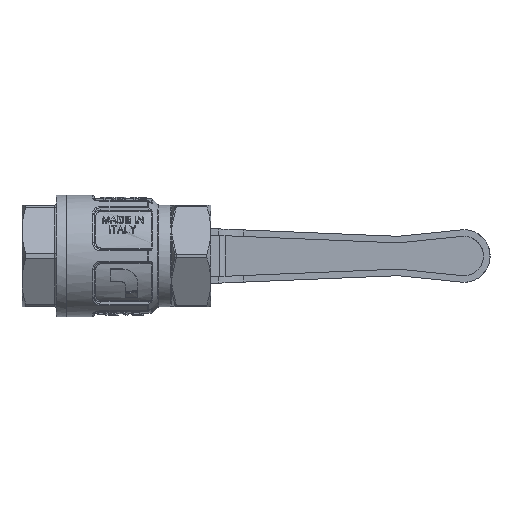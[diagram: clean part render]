
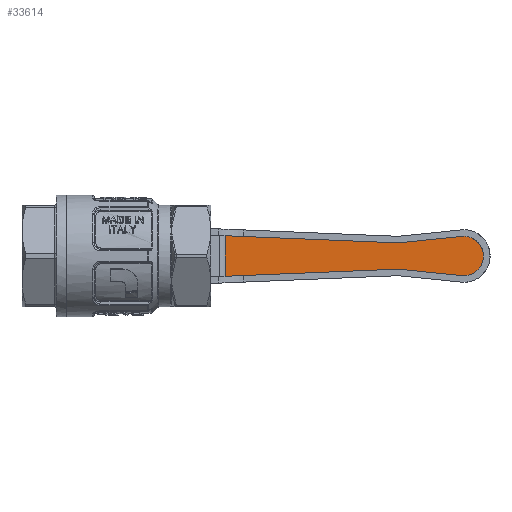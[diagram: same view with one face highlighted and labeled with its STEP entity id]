
A CAD part, front view. The second image highlights one B-rep face of the part: STEP entity #33614.
In plain terms, the highlighted planar face has unit normal (0, -1, 0).
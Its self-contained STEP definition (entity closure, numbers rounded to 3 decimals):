
#494 = PLANE ( 'NONE',  #45187 ) ;
#673 = CARTESIAN_POINT ( 'NONE',  ( 32.364, 52.8, -6.171 ) ) ;
#1205 = CARTESIAN_POINT ( 'NONE',  ( 85.061, 52.8, 3.996 ) ) ;
#1444 = CARTESIAN_POINT ( 'NONE',  ( 106.932, 52.8, 5.694 ) ) ;
#1556 = CARTESIAN_POINT ( 'NONE',  ( 108.964, 52.8, 4.521 ) ) ;
#2184 = CARTESIAN_POINT ( 'NONE',  ( 104.391, 52.8, -5.969 ) ) ;
#2471 = CARTESIAN_POINT ( 'NONE',  ( 110.392, 52.8, -2.66 ) ) ;
#2956 = EDGE_CURVE ( 'NONE', #11871, #4270, #13405, .T. ) ;
#3709 = CARTESIAN_POINT ( 'NONE',  ( 67.495, 52.8, 4.721 ) ) ;
#3751 = CARTESIAN_POINT ( 'NONE',  ( 109.522, 52.8, 3.964 ) ) ;
#3847 = ORIENTED_EDGE ( 'NONE', *, *, #21712, .F. ) ;
#4118 = DIRECTION ( 'NONE',  ( 1., 0., 0. ) ) ;
#4270 = VERTEX_POINT ( 'NONE', #21654 ) ;
#4656 = ORIENTED_EDGE ( 'NONE', *, *, #23875, .F. ) ;
#5284 = CARTESIAN_POINT ( 'NONE',  ( 105., 52.8, -6. ) ) ;
#5788 = CARTESIAN_POINT ( 'NONE',  ( 108.964, 52.8, -4.522 ) ) ;
#5942 = CARTESIAN_POINT ( 'NONE',  ( 110.694, 52.8, -1.932 ) ) ;
#5970 = CARTESIAN_POINT ( 'NONE',  ( 85.061, 52.8, -3.996 ) ) ;
#6363 = CARTESIAN_POINT ( 'NONE',  ( 108.006, 52.8, 5.208 ) ) ;
#8599 = CARTESIAN_POINT ( 'NONE',  ( 110.694, 52.8, 1.932 ) ) ;
#9769 = CARTESIAN_POINT ( 'NONE',  ( 105.784, 52.8, -5.962 ) ) ;
#10368 = EDGE_CURVE ( 'NONE', #15588, #31817, #33042, .T. ) ;
#11435 = DIRECTION ( 'NONE',  ( 0., 1., 0. ) ) ;
#11871 = VERTEX_POINT ( 'NONE', #14023 ) ;
#12365 = EDGE_CURVE ( 'NONE', #26122, #15668, #36967, .T. ) ;
#12444 = CARTESIAN_POINT ( 'NONE',  ( 104.391, 52.8, -5.969 ) ) ;
#12494 = ORIENTED_EDGE ( 'NONE', *, *, #28726, .F. ) ;
#12639 = CARTESIAN_POINT ( 'NONE',  ( 105., 52.8, -6. ) ) ;
#13186 = CARTESIAN_POINT ( 'NONE',  ( 85.061, 52.8, 3.996 ) ) ;
#13255 = CARTESIAN_POINT ( 'NONE',  ( 106.932, 52.8, -5.694 ) ) ;
#13405 = B_SPLINE_CURVE_WITH_KNOTS ( 'NONE', 3,
 ( #2184, #16496, #26912, #5970 ),
 .UNSPECIFIED., .F., .F.,
 ( 4, 4 ),
 ( 0., 1. ),
 .UNSPECIFIED. ) ;
#13712 = VERTEX_POINT ( 'NONE', #39927 ) ;
#14023 = CARTESIAN_POINT ( 'NONE',  ( 104.391, 52.8, -5.969 ) ) ;
#14225 = CARTESIAN_POINT ( 'NONE',  ( 85.061, 52.8, 3.996 ) ) ;
#14603 = CARTESIAN_POINT ( 'NONE',  ( 111., 52.8, -0.394 ) ) ;
#15126 = CARTESIAN_POINT ( 'NONE',  ( 32.364, 52.8, -2.057 ) ) ;
#15253 = ORIENTED_EDGE ( 'NONE', *, *, #2956, .F. ) ;
#15588 = VERTEX_POINT ( 'NONE', #13186 ) ;
#15668 = VERTEX_POINT ( 'NONE', #21114 ) ;
#15716 = CARTESIAN_POINT ( 'NONE',  ( 110.208, 52.8, 3.006 ) ) ;
#16496 = CARTESIAN_POINT ( 'NONE',  ( 97.947, 52.8, -5.311 ) ) ;
#17698 = ORIENTED_EDGE ( 'NONE', *, *, #37017, .F. ) ;
#18603 = CARTESIAN_POINT ( 'NONE',  ( 32.364, 52.8, -6.171 ) ) ;
#18798 = CARTESIAN_POINT ( 'NONE',  ( 105.784, 52.8, 5.962 ) ) ;
#19315 = CARTESIAN_POINT ( 'NONE',  ( 104.797, 52.8, -6. ) ) ;
#19679 = CARTESIAN_POINT ( 'NONE',  ( 108.661, 52.8, -4.77 ) ) ;
#19834 = CARTESIAN_POINT ( 'NONE',  ( 110.208, 52.8, -3.006 ) ) ;
#20015 = ORIENTED_EDGE ( 'NONE', *, *, #10368, .F. ) ;
#20690 = CARTESIAN_POINT ( 'NONE',  ( 104.593, 52.8, 5.99 ) ) ;
#20721 = EDGE_CURVE ( 'NONE', #41111, #13712, #31399, .T. ) ;
#21103 = CARTESIAN_POINT ( 'NONE',  ( 49.93, 52.8, 5.446 ) ) ;
#21114 = CARTESIAN_POINT ( 'NONE',  ( 105., 52.8, 6. ) ) ;
#21524 = CARTESIAN_POINT ( 'NONE',  ( 105., 52.8, 0. ) ) ;
#21654 = CARTESIAN_POINT ( 'NONE',  ( 85.061, 52.8, -3.996 ) ) ;
#21712 = EDGE_CURVE ( 'NONE', #26122, #11871, #28197, .T. ) ;
#21938 = CARTESIAN_POINT ( 'NONE',  ( 97.947, 52.8, 5.311 ) ) ;
#22126 = CARTESIAN_POINT ( 'NONE',  ( 85.061, 52.8, -3.996 ) ) ;
#22487 = CARTESIAN_POINT ( 'NONE',  ( 105.394, 52.8, 6. ) ) ;
#22792 = CARTESIAN_POINT ( 'NONE',  ( 105., 52.8, 6. ) ) ;
#23875 = EDGE_CURVE ( 'NONE', #31817, #15668, #27425, .T. ) ;
#24078 = CARTESIAN_POINT ( 'NONE',  ( 108.661, 52.8, 4.77 ) ) ;
#25621 = CARTESIAN_POINT ( 'NONE',  ( 91.504, 52.8, 4.654 ) ) ;
#26122 = VERTEX_POINT ( 'NONE', #32863 ) ;
#26912 = CARTESIAN_POINT ( 'NONE',  ( 91.504, 52.8, -4.654 ) ) ;
#27425 = B_SPLINE_CURVE_WITH_KNOTS ( 'NONE', 3,
 ( #41992, #20690, #34681, #31347 ),
 .UNSPECIFIED., .F., .F.,
 ( 4, 4 ),
 ( 0., 1. ),
 .UNSPECIFIED. ) ;
#28197 = B_SPLINE_CURVE_WITH_KNOTS ( 'NONE', 3,
 ( #5284, #19315, #33809, #12444 ),
 .UNSPECIFIED., .F., .F.,
 ( 4, 4 ),
 ( 0., 1. ),
 .UNSPECIFIED. ) ;
#28726 = EDGE_CURVE ( 'NONE', #4270, #41111, #30298, .T. ) ;
#28812 = CARTESIAN_POINT ( 'NONE',  ( 110.962, 52.8, 0.784 ) ) ;
#28970 = CARTESIAN_POINT ( 'NONE',  ( 104.391, 52.8, 5.969 ) ) ;
#29494 = CARTESIAN_POINT ( 'NONE',  ( 32.364, 52.8, 6.171 ) ) ;
#30210 = CARTESIAN_POINT ( 'NONE',  ( 109.521, 52.8, -3.964 ) ) ;
#30298 = B_SPLINE_CURVE_WITH_KNOTS ( 'NONE', 3,
 ( #22126, #39370, #39069, #18603 ),
 .UNSPECIFIED., .F., .F.,
 ( 4, 4 ),
 ( 0., 1. ),
 .UNSPECIFIED. ) ;
#30381 = CARTESIAN_POINT ( 'NONE',  ( 109.77, 52.8, 3.661 ) ) ;
#30850 = EDGE_LOOP ( 'NONE', ( #15253, #3847, #31936, #4656, #20015, #17698, #39189, #12494 ) ) ;
#31347 = CARTESIAN_POINT ( 'NONE',  ( 105., 52.8, 6. ) ) ;
#31399 = B_SPLINE_CURVE_WITH_KNOTS ( 'NONE', 3,
 ( #38524, #15126, #32682, #29494 ),
 .UNSPECIFIED., .F., .F.,
 ( 4, 4 ),
 ( 0., 1. ),
 .UNSPECIFIED. ) ;
#31817 = VERTEX_POINT ( 'NONE', #34650 ) ;
#31936 = ORIENTED_EDGE ( 'NONE', *, *, #12365, .T. ) ;
#32682 = CARTESIAN_POINT ( 'NONE',  ( 32.364, 52.8, 2.057 ) ) ;
#32863 = CARTESIAN_POINT ( 'NONE',  ( 105., 52.8, -6. ) ) ;
#32898 = CARTESIAN_POINT ( 'NONE',  ( 111., 52.8, 0.394 ) ) ;
#33000 = CARTESIAN_POINT ( 'NONE',  ( 110.392, 52.8, 2.66 ) ) ;
#33042 = B_SPLINE_CURVE_WITH_KNOTS ( 'NONE', 3,
 ( #1205, #25621, #21938, #28970 ),
 .UNSPECIFIED., .F., .F.,
 ( 4, 4 ),
 ( 0., 1. ),
 .UNSPECIFIED. ) ;
#33614 = ADVANCED_FACE ( 'NONE', ( #38136 ), #494, .F. ) ;
#33809 = CARTESIAN_POINT ( 'NONE',  ( 104.593, 52.8, -5.99 ) ) ;
#34165 = CARTESIAN_POINT ( 'NONE',  ( 106.557, 52.8, -5.808 ) ) ;
#34461 = CARTESIAN_POINT ( 'NONE',  ( 110.962, 52.8, -0.784 ) ) ;
#34650 = CARTESIAN_POINT ( 'NONE',  ( 104.391, 52.8, 5.969 ) ) ;
#34681 = CARTESIAN_POINT ( 'NONE',  ( 104.797, 52.8, 6. ) ) ;
#35649 = B_SPLINE_CURVE_WITH_KNOTS ( 'NONE', 3,
 ( #44879, #21103, #3709, #14225 ),
 .UNSPECIFIED., .F., .F.,
 ( 4, 4 ),
 ( 0., 1. ),
 .UNSPECIFIED. ) ;
#36967 = B_SPLINE_CURVE_WITH_KNOTS ( 'NONE', 3,
 ( #12639, #37068, #9769, #34165, #13255, #37388, #44067, #19679, #5788, #30210, #40734, #19834, #2471, #5942, #40894, #34461, #14603, #32898, #28812, #38388, #8599, #33000, #15716, #30381, #3751, #1556, #24078, #6363, #44683, #1444, #43502, #18798, #22487, #22792 ),
 .UNSPECIFIED., .F., .F.,
 ( 4, 2, 2, 2, 2, 2, 2, 2, 2, 2, 2, 2, 2, 2, 2, 2, 4 ),
 ( 0., 0.063, 0.125, 0.188, 0.25, 0.313, 0.375, 0.438, 0.5, 0.562, 0.625, 0.687, 0.75, 0.813, 0.875, 0.938, 1. ),
 .UNSPECIFIED. ) ;
#37017 = EDGE_CURVE ( 'NONE', #13712, #15588, #35649, .T. ) ;
#37068 = CARTESIAN_POINT ( 'NONE',  ( 105.394, 52.8, -6. ) ) ;
#37388 = CARTESIAN_POINT ( 'NONE',  ( 107.66, 52.8, -5.392 ) ) ;
#38136 = FACE_OUTER_BOUND ( 'NONE', #30850, .T. ) ;
#38388 = CARTESIAN_POINT ( 'NONE',  ( 110.808, 52.8, 1.557 ) ) ;
#38524 = CARTESIAN_POINT ( 'NONE',  ( 32.364, 52.8, -6.171 ) ) ;
#39069 = CARTESIAN_POINT ( 'NONE',  ( 49.93, 52.8, -5.446 ) ) ;
#39189 = ORIENTED_EDGE ( 'NONE', *, *, #20721, .F. ) ;
#39370 = CARTESIAN_POINT ( 'NONE',  ( 67.495, 52.8, -4.721 ) ) ;
#39927 = CARTESIAN_POINT ( 'NONE',  ( 32.364, 52.8, 6.171 ) ) ;
#40734 = CARTESIAN_POINT ( 'NONE',  ( 109.77, 52.8, -3.661 ) ) ;
#40894 = CARTESIAN_POINT ( 'NONE',  ( 110.808, 52.8, -1.557 ) ) ;
#41111 = VERTEX_POINT ( 'NONE', #673 ) ;
#41992 = CARTESIAN_POINT ( 'NONE',  ( 104.391, 52.8, 5.969 ) ) ;
#43502 = CARTESIAN_POINT ( 'NONE',  ( 106.557, 52.8, 5.808 ) ) ;
#44067 = CARTESIAN_POINT ( 'NONE',  ( 108.006, 52.8, -5.208 ) ) ;
#44683 = CARTESIAN_POINT ( 'NONE',  ( 107.66, 52.8, 5.392 ) ) ;
#44879 = CARTESIAN_POINT ( 'NONE',  ( 32.364, 52.8, 6.171 ) ) ;
#45187 = AXIS2_PLACEMENT_3D ( 'NONE', #21524, #11435, #4118 ) ;
